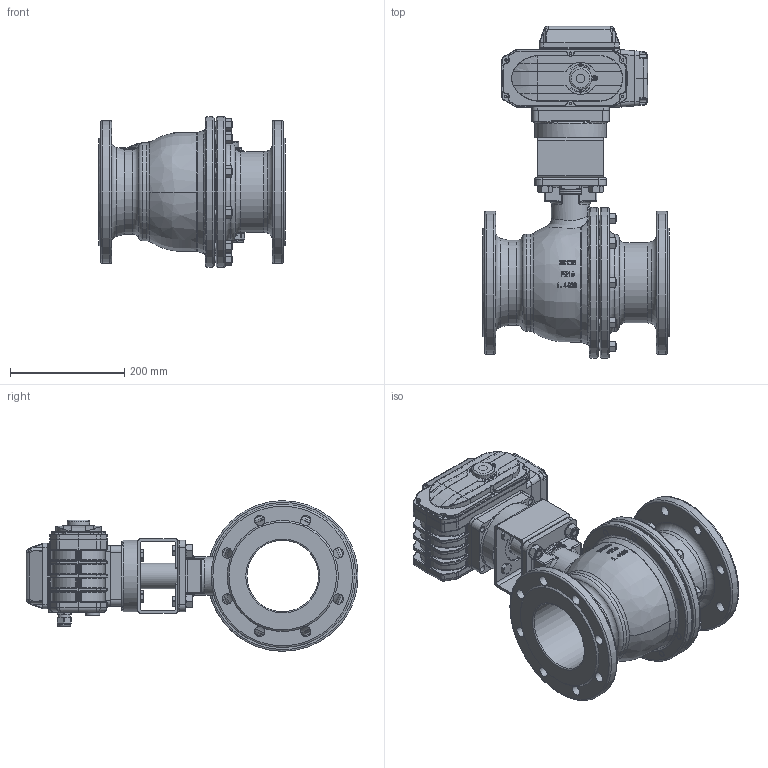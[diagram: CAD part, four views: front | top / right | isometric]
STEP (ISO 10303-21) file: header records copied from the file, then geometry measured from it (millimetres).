
FILE_DESCRIPTION(/* description */ ('Unknown'),/* implementation_level */ '2;1');
FILE_NAME(/* name */ 'AE13_14 0921_0930-13',/* time_stamp */ '2023-07-31T10:13:48+02:00',/* author */ ('Unknown'),/* organization */ ('Unknown'),/* preprocessor_version */ 'ST-DEVELOPER v18.102',/* originating_system */ 'Solid Edge',/* authorisation */ 'Unknown');
FILE_SCHEMA (('AUTOMOTIVE_DESIGN {1 0 10303 214 3 1 1}'));
Products named in the file (51): AE400-8.200.125; 8.200.125_PN16; Gewindestift; Körper; Mutter; M12x25; M12x30; DIN126_M12; Brücke F10-F12; Spindeladapter SW22, Aufbau 70 f.8.200.125; Mutter M12; AE11-AE16_(AE200_AE400_AE600); NQ40-007 秶郘裔蝶菜; NQ10-035 噩え; TC20X12X7; 盄坶2; NQ40-006 萇蚾裔蝶菜; M倰假蚾啣; NQ40-002A驱动盖(改); NQ10-037 忒雄紱釬諳裔; NQ10-033 硌渀; 盄黑; M型电动执行器直装平视20190829; NQ40-001 眊极; 驱动盖部装(改); NQ40-002A驱动盖(改)_0; NQ40-005驱动盖胶垫; TC20X12X7_0; NQ10-033 硌渀_0; 萇蚾裔窒蚾; NQ40-003 萇蚾裔; NQ40-006 萇蚾裔蝶菜_0; 秶郘裔窒蚾; NQ40-004 秶郘裔; NQ40-007 秶郘裔蝶菜_0; NQ10-037 忒雄紱釬諳裔_0; 盄坶; 盄坶1; 盄坶2_0; 盄黑_0 ...
Assembly tree (80 placements, depth 5):
  AE400-8.200.125
    8.200.125_PN16
      Gewindestift  x10
      Körper
      Mutter  x10
    M12x25  x4
    M12x30  x4
    DIN126_M12  x4
    Brücke F10-F12
    Spindeladapter SW22, Aufbau 70 f.8.200.125
    Mutter M12  x4
    AE11-AE16_(AE200_AE400_AE600)
      NQ40-007 秶郘裔蝶菜
      NQ10-035 噩え
      TC20X12X7
      盄坶2
      NQ40-006 萇蚾裔蝶菜
      M倰假蚾啣
      NQ40-002A驱动盖(改)
      NQ10-037 忒雄紱釬諳裔
      NQ10-033 硌渀
      盄黑
      M型电动执行器直装平视20190829
        NQ40-001 眊极
        驱动盖部装(改)
          NQ40-002A驱动盖(改)_0
          NQ40-005驱动盖胶垫
          TC20X12X7_0
        NQ10-033 硌渀_0
        萇蚾裔窒蚾
          NQ40-003 萇蚾裔
          NQ40-006 萇蚾裔蝶菜_0
        秶郘裔窒蚾
          NQ40-004 秶郘裔
          NQ40-007 秶郘裔蝶菜_0
        NQ10-037 忒雄紱釬諳裔_0
        盄坶
          盄坶1
          盄坶2_0
        盄黑_0
        M倰薊粣ん
        M倰假蚾啣_0
        NQ10-034 梓僅啣
        NQ10-035 噩え_0
      NQ40-004 秶郘裔_0
      NQ10-034 梓僅啣_0
      NQ40-005驱动盖胶垫_0
      盄坶1_0
      NQ40-003 萇蚾裔_0
      M倰薊粣ん_0
      NQ40-001 眊极_0
Bounding box: 325 x 580 x 263 mm (x, y, z)
Volume: 9916696.1 mm3; surface area: 1184316.7 mm2
Topology: 56 solids, 56 shells, 2887 faces, 7455 edges, 4747 vertices
Faces by surface type: plane 1137, cylinder 927, cone 308, bspline 274, torus 219, sphere 22
Full cylindrical faces by diameter (mm): 2.5 x8, 3.2 x2, 3.3 x4, 3.5 x1, 4 x8, 4.2 x11, 5.5 x14, 5.8 x14, 6.8 x4, 8 x1, 8.5 x6, 10.376 x10, 10.5 x4, 11 x4, 11.8 x20, 12 x43, 12.3 x1, 13 x8, 13.2 x1, 13.5 x1, 13.8 x1, 14 x5, 14.6 x2, 15 x1, 16 x1, 17.4 x1, 18 x17, 18.7 x1, 19 x2, 19.16 x1
Entity records: 100134 total; most frequent: CARTESIAN_POINT 40353, ORIENTED_EDGE 12040, DIRECTION 11889, EDGE_CURVE 6020, AXIS2_PLACEMENT_3D 4449, VERTEX_POINT 4011, FACE_BOUND 3065, EDGE_LOOP 3047
